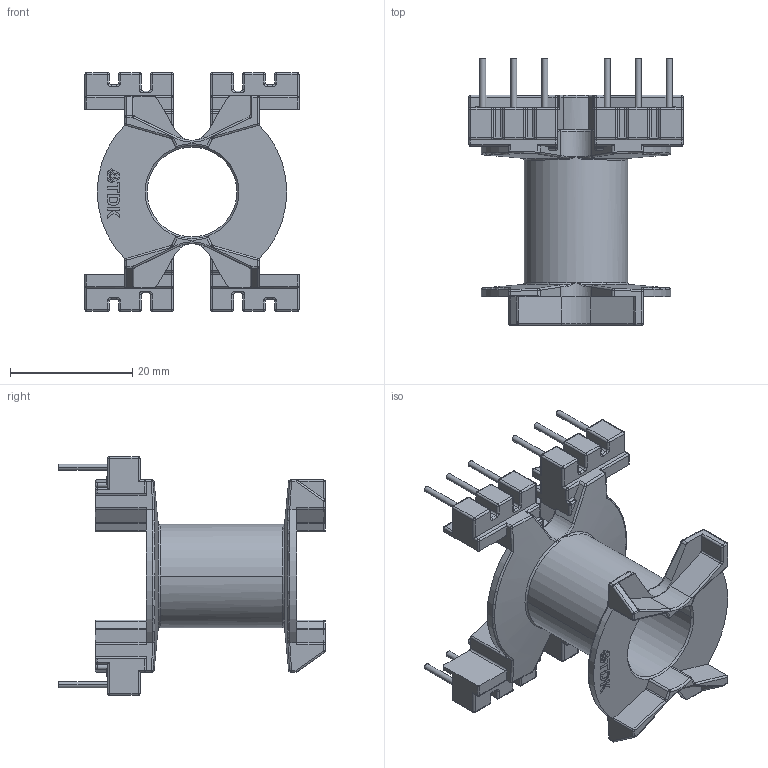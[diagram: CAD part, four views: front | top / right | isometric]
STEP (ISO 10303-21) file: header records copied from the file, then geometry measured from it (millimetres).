
FILE_DESCRIPTION((''),'2;1');
FILE_NAME('PRT0001','2021-01-25T',('ea4695'),(''),'PRO/ENGINEER BY PARAMETRIC TECHNOLOGY CORPORATION, 2014000','PRO/ENGINEER BY PARAMETRIC TECHNOLOGY CORPORATION, 2014000','');
FILE_SCHEMA(('AUTOMOTIVE_DESIGN { 1 0 10303 214 1 1 1 1 }'));
Length unit declared in the file: millimetre
Products named in the file (1): PRT0001
Bounding box: 35 x 43.6 x 39 mm (x, y, z)
Volume: 6195.6 mm3; surface area: 7930.1 mm2
Topology: 1 solids, 1 shells, 1052 faces, 2690 edges, 1565 vertices
Faces by surface type: cylinder 426, plane 371, sphere 112, bspline 65, torus 61, extrusion 9, cone 8
Entity records: 41660 total; most frequent: CARTESIAN_POINT 9628, ORIENTED_EDGE 5172, DIRECTION 5118, EDGE_CURVE 2586, AXIS2_PLACEMENT_3D 1856, VERTEX_POINT 1565, VECTOR 1406, LINE 1397
